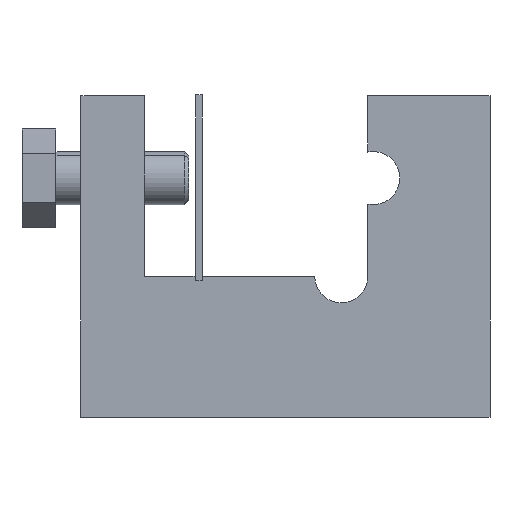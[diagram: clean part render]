
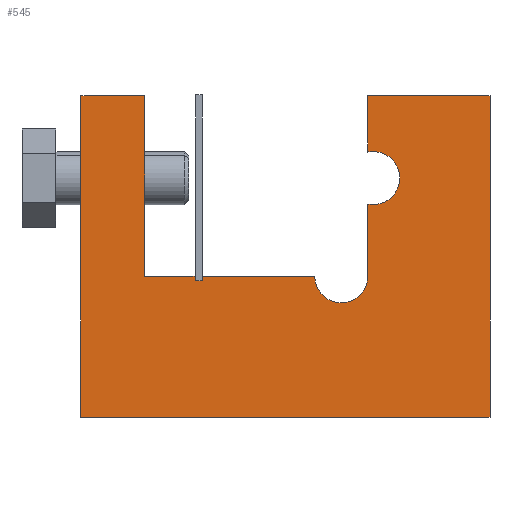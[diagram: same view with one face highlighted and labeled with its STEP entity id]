
A CAD part, left-side view. The second image highlights one B-rep face of the part: STEP entity #545.
In plain terms, the highlighted face is planar.
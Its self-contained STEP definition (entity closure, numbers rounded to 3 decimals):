
#16 = CARTESIAN_POINT ( 'NONE',  ( 23., -12., 34. ) ) ;
#22 = CARTESIAN_POINT ( 'NONE',  ( 23., 0., 60.5 ) ) ;
#36 = DIRECTION ( 'NONE',  ( 0., 1., 0. ) ) ;
#44 = LINE ( 'NONE', #868, #400 ) ;
#51 = DIRECTION ( 'NONE',  ( 0., 1., 0. ) ) ;
#75 = VECTOR ( 'NONE', #1335, 1000. ) ;
#95 = ORIENTED_EDGE ( 'NONE', *, *, #310, .F. ) ;
#113 = VECTOR ( 'NONE', #1021, 1000. ) ;
#115 = EDGE_CURVE ( 'NONE', #486, #313, #1312, .T. ) ;
#128 = DIRECTION ( 'NONE',  ( 0., 1., 0. ) ) ;
#137 = DIRECTION ( 'NONE',  ( 0., 1., 0. ) ) ;
#151 = ORIENTED_EDGE ( 'NONE', *, *, #914, .F. ) ;
#157 = AXIS2_PLACEMENT_3D ( 'NONE', #232, #844, #128 ) ;
#160 = VECTOR ( 'NONE', #137, 1000. ) ;
#161 = CARTESIAN_POINT ( 'NONE',  ( 23., 0., 60.5 ) ) ;
#170 = CARTESIAN_POINT ( 'NONE',  ( 23., -49., 34. ) ) ;
#180 = EDGE_CURVE ( 'NONE', #809, #1131, #888, .T. ) ;
#200 = ORIENTED_EDGE ( 'NONE', *, *, #1423, .F. ) ;
#209 = FACE_OUTER_BOUND ( 'NONE', #1064, .T. ) ;
#231 = CARTESIAN_POINT ( 'NONE',  ( 23., 0., 0. ) ) ;
#232 = CARTESIAN_POINT ( 'NONE',  ( 23., -55., 15.5 ) ) ;
#247 = CARTESIAN_POINT ( 'NONE',  ( 23., -77., 60.5 ) ) ;
#250 = DIRECTION ( 'NONE',  ( 0., 0., -1. ) ) ;
#260 = EDGE_CURVE ( 'NONE', #809, #676, #44, .T. ) ;
#263 = EDGE_CURVE ( 'NONE', #972, #486, #1297, .T. ) ;
#310 = EDGE_CURVE ( 'NONE', #313, #872, #984, .T. ) ;
#313 = VERTEX_POINT ( 'NONE', #1353 ) ;
#320 = ORIENTED_EDGE ( 'NONE', *, *, #263, .F. ) ;
#326 = AXIS2_PLACEMENT_3D ( 'NONE', #170, #880, #51 ) ;
#393 = CARTESIAN_POINT ( 'NONE',  ( 23., -12., 0. ) ) ;
#400 = VECTOR ( 'NONE', #36, 1000. ) ;
#457 = AXIS2_PLACEMENT_3D ( 'NONE', #1515, #1046, #1132 ) ;
#459 = VECTOR ( 'NONE', #1283, 1000. ) ;
#486 = VERTEX_POINT ( 'NONE', #792 ) ;
#508 = DIRECTION ( 'NONE',  ( 0., 0., 1. ) ) ;
#523 = CARTESIAN_POINT ( 'NONE',  ( 23., -12., 0. ) ) ;
#545 = ADVANCED_FACE ( 'NONE', ( #209 ), #1399, .F. ) ;
#571 = VECTOR ( 'NONE', #1081, 1000. ) ;
#596 = ORIENTED_EDGE ( 'NONE', *, *, #115, .F. ) ;
#676 = VERTEX_POINT ( 'NONE', #161 ) ;
#683 = LINE ( 'NONE', #1084, #160 ) ;
#688 = CARTESIAN_POINT ( 'NONE',  ( 23., 0., 0. ) ) ;
#787 = CARTESIAN_POINT ( 'NONE',  ( 23., -54., 10.601 ) ) ;
#788 = VERTEX_POINT ( 'NONE', #1307 ) ;
#792 = CARTESIAN_POINT ( 'NONE',  ( 23., -12., 34. ) ) ;
#809 = VERTEX_POINT ( 'NONE', #247 ) ;
#844 = DIRECTION ( 'NONE',  ( 1., 0., 0. ) ) ;
#862 = ORIENTED_EDGE ( 'NONE', *, *, #180, .T. ) ;
#868 = CARTESIAN_POINT ( 'NONE',  ( 23., 0., 60.5 ) ) ;
#872 = VERTEX_POINT ( 'NONE', #931 ) ;
#880 = DIRECTION ( 'NONE',  ( 1., 0., 0. ) ) ;
#888 = LINE ( 'NONE', #1085, #1201 ) ;
#898 = ORIENTED_EDGE ( 'NONE', *, *, #1518, .F. ) ;
#914 = EDGE_CURVE ( 'NONE', #872, #1347, #1049, .T. ) ;
#931 = CARTESIAN_POINT ( 'NONE',  ( 23., -54., 34. ) ) ;
#972 = VERTEX_POINT ( 'NONE', #523 ) ;
#981 = VECTOR ( 'NONE', #508, 1000. ) ;
#984 = CIRCLE ( 'NONE', #326, 5. ) ;
#1015 = ORIENTED_EDGE ( 'NONE', *, *, #1365, .F. ) ;
#1021 = DIRECTION ( 'NONE',  ( 0., 0., -1. ) ) ;
#1037 = LINE ( 'NONE', #22, #1354 ) ;
#1044 = ORIENTED_EDGE ( 'NONE', *, *, #260, .F. ) ;
#1046 = DIRECTION ( 'NONE',  ( -1., 0., 0. ) ) ;
#1049 = LINE ( 'NONE', #1164, #459 ) ;
#1064 = EDGE_LOOP ( 'NONE', ( #1476, #898, #200, #151, #95, #596, #320, #1488, #1015, #1044, #862 ) ) ;
#1081 = DIRECTION ( 'NONE',  ( 0., -1., 0. ) ) ;
#1082 = CARTESIAN_POINT ( 'NONE',  ( 23., -54., 20.399 ) ) ;
#1084 = CARTESIAN_POINT ( 'NONE',  ( 23., 0., 0. ) ) ;
#1085 = CARTESIAN_POINT ( 'NONE',  ( 23., -77., 60.5 ) ) ;
#1125 = VERTEX_POINT ( 'NONE', #688 ) ;
#1131 = VERTEX_POINT ( 'NONE', #1440 ) ;
#1132 = DIRECTION ( 'NONE',  ( 0., -1., 0. ) ) ;
#1152 = LINE ( 'NONE', #231, #75 ) ;
#1164 = CARTESIAN_POINT ( 'NONE',  ( 23., -54., 34. ) ) ;
#1179 = CARTESIAN_POINT ( 'NONE',  ( 23., -54., 0. ) ) ;
#1201 = VECTOR ( 'NONE', #250, 1000. ) ;
#1225 = EDGE_CURVE ( 'NONE', #1131, #1427, #683, .T. ) ;
#1283 = DIRECTION ( 'NONE',  ( 0., 0., -1. ) ) ;
#1292 = LINE ( 'NONE', #787, #113 ) ;
#1297 = LINE ( 'NONE', #393, #981 ) ;
#1307 = CARTESIAN_POINT ( 'NONE',  ( 23., -54., 10.601 ) ) ;
#1312 = LINE ( 'NONE', #16, #571 ) ;
#1335 = DIRECTION ( 'NONE',  ( 0., 1., 0. ) ) ;
#1347 = VERTEX_POINT ( 'NONE', #1082 ) ;
#1353 = CARTESIAN_POINT ( 'NONE',  ( 23., -44., 34. ) ) ;
#1354 = VECTOR ( 'NONE', #1438, 1000. ) ;
#1365 = EDGE_CURVE ( 'NONE', #676, #1125, #1037, .T. ) ;
#1398 = EDGE_CURVE ( 'NONE', #972, #1125, #1152, .T. ) ;
#1399 = PLANE ( 'NONE',  #457 ) ;
#1423 = EDGE_CURVE ( 'NONE', #1347, #788, #1494, .T. ) ;
#1427 = VERTEX_POINT ( 'NONE', #1179 ) ;
#1438 = DIRECTION ( 'NONE',  ( 0., 0., -1. ) ) ;
#1440 = CARTESIAN_POINT ( 'NONE',  ( 23., -77., 0. ) ) ;
#1476 = ORIENTED_EDGE ( 'NONE', *, *, #1225, .T. ) ;
#1488 = ORIENTED_EDGE ( 'NONE', *, *, #1398, .T. ) ;
#1494 = CIRCLE ( 'NONE', #157, 5. ) ;
#1515 = CARTESIAN_POINT ( 'NONE',  ( 23., 0., 60.5 ) ) ;
#1518 = EDGE_CURVE ( 'NONE', #788, #1427, #1292, .T. ) ;
